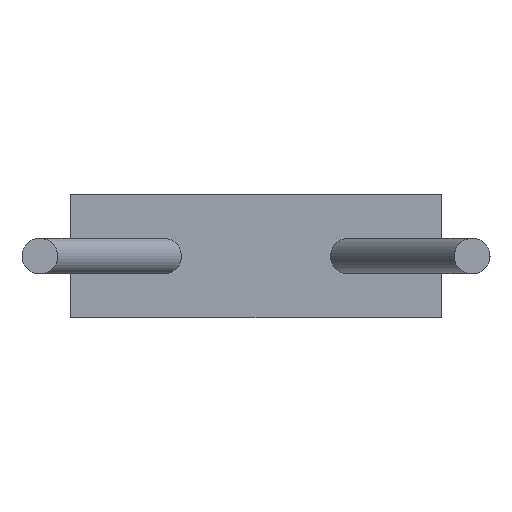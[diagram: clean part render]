
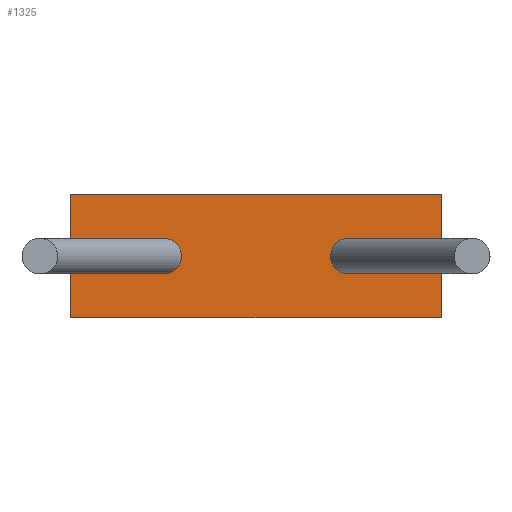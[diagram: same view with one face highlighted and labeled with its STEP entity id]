
A CAD part, front view. The second image highlights one B-rep face of the part: STEP entity #1325.
In plain terms, the highlighted planar face has unit normal (0, -1, 0).
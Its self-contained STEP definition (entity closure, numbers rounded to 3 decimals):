
#4 = EDGE_LOOP ( 'NONE', ( #3243, #1477 ) ) ;
#16 = CARTESIAN_POINT ( 'NONE',  ( 0., 0., 0. ) ) ;
#23 = CIRCLE ( 'NONE', #1910, 0.367 ) ;
#25 = EDGE_CURVE ( 'NONE', #627, #2459, #1099, .T. ) ;
#34 = CARTESIAN_POINT ( 'NONE',  ( 1.91, 0., 0.903 ) ) ;
#94 = FACE_BOUND ( 'NONE', #2061, .T. ) ;
#170 = CARTESIAN_POINT ( 'NONE',  ( 5.71, 0., 1.638 ) ) ;
#206 = CARTESIAN_POINT ( 'NONE',  ( 1.91, 0., 1.638 ) ) ;
#228 = DIRECTION ( 'NONE',  ( 0., -1., 0. ) ) ;
#260 = CARTESIAN_POINT ( 'NONE',  ( 5.71, 0., 1.27 ) ) ;
#285 = CARTESIAN_POINT ( 'NONE',  ( 0., 0., 2.54 ) ) ;
#329 = DIRECTION ( 'NONE',  ( 0., 0., -1. ) ) ;
#346 = EDGE_CURVE ( 'NONE', #2762, #2774, #1995, .T. ) ;
#363 = DIRECTION ( 'NONE',  ( 0., 1., 0. ) ) ;
#378 = EDGE_CURVE ( 'NONE', #2762, #627, #1011, .T. ) ;
#413 = VECTOR ( 'NONE', #3264, 1000. ) ;
#463 = AXIS2_PLACEMENT_3D ( 'NONE', #980, #228, #2290 ) ;
#516 = CARTESIAN_POINT ( 'NONE',  ( 7.62, 0., 0. ) ) ;
#519 = EDGE_CURVE ( 'NONE', #3366, #1681, #2645, .T. ) ;
#588 = LINE ( 'NONE', #1054, #3094 ) ;
#604 = ORIENTED_EDGE ( 'NONE', *, *, #378, .T. ) ;
#627 = VERTEX_POINT ( 'NONE', #16 ) ;
#675 = CIRCLE ( 'NONE', #2824, 0.367 ) ;
#699 = DIRECTION ( 'NONE',  ( 0., 0., -1. ) ) ;
#861 = EDGE_CURVE ( 'NONE', #2774, #2459, #588, .T. ) ;
#933 = DIRECTION ( 'NONE',  ( 0., -1., 0. ) ) ;
#980 = CARTESIAN_POINT ( 'NONE',  ( 1.91, 0., 1.27 ) ) ;
#1011 = LINE ( 'NONE', #2144, #2033 ) ;
#1048 = PLANE ( 'NONE',  #1804 ) ;
#1054 = CARTESIAN_POINT ( 'NONE',  ( 7.62, 0., 2.54 ) ) ;
#1099 = LINE ( 'NONE', #1416, #413 ) ;
#1108 = ORIENTED_EDGE ( 'NONE', *, *, #2484, .T. ) ;
#1325 = ADVANCED_FACE ( 'NONE', ( #94, #1390, #2831 ), #1048, .F. ) ;
#1381 = VECTOR ( 'NONE', #2424, 1000. ) ;
#1390 = FACE_OUTER_BOUND ( 'NONE', #2452, .T. ) ;
#1416 = CARTESIAN_POINT ( 'NONE',  ( 0., 0., 0. ) ) ;
#1477 = ORIENTED_EDGE ( 'NONE', *, *, #1566, .F. ) ;
#1551 = DIRECTION ( 'NONE',  ( 0., 0., -1. ) ) ;
#1566 = EDGE_CURVE ( 'NONE', #1681, #3366, #2745, .T. ) ;
#1635 = CARTESIAN_POINT ( 'NONE',  ( 0., 0., 2.54 ) ) ;
#1681 = VERTEX_POINT ( 'NONE', #206 ) ;
#1769 = DIRECTION ( 'NONE',  ( 0., 0., -1. ) ) ;
#1804 = AXIS2_PLACEMENT_3D ( 'NONE', #285, #2385, #2918 ) ;
#1910 = AXIS2_PLACEMENT_3D ( 'NONE', #2154, #363, #329 ) ;
#1995 = LINE ( 'NONE', #1635, #1381 ) ;
#2005 = CARTESIAN_POINT ( 'NONE',  ( 5.71, 0., 0.903 ) ) ;
#2033 = VECTOR ( 'NONE', #3247, 1000. ) ;
#2061 = EDGE_LOOP ( 'NONE', ( #1108, #3200 ) ) ;
#2144 = CARTESIAN_POINT ( 'NONE',  ( 0., 0., 2.54 ) ) ;
#2154 = CARTESIAN_POINT ( 'NONE',  ( 5.71, 0., 1.27 ) ) ;
#2237 = CARTESIAN_POINT ( 'NONE',  ( 7.62, 0., 2.54 ) ) ;
#2267 = CARTESIAN_POINT ( 'NONE',  ( 1.91, 0., 1.27 ) ) ;
#2290 = DIRECTION ( 'NONE',  ( 0., 0., -1. ) ) ;
#2305 = ORIENTED_EDGE ( 'NONE', *, *, #25, .T. ) ;
#2385 = DIRECTION ( 'NONE',  ( 0., 1., 0. ) ) ;
#2424 = DIRECTION ( 'NONE',  ( 1., 0., 0. ) ) ;
#2452 = EDGE_LOOP ( 'NONE', ( #2305, #2665, #2818, #604 ) ) ;
#2459 = VERTEX_POINT ( 'NONE', #516 ) ;
#2484 = EDGE_CURVE ( 'NONE', #3103, #3107, #675, .T. ) ;
#2645 = CIRCLE ( 'NONE', #463, 0.367 ) ;
#2660 = EDGE_CURVE ( 'NONE', #3107, #3103, #23, .T. ) ;
#2665 = ORIENTED_EDGE ( 'NONE', *, *, #861, .F. ) ;
#2745 = CIRCLE ( 'NONE', #3347, 0.367 ) ;
#2762 = VERTEX_POINT ( 'NONE', #3244 ) ;
#2774 = VERTEX_POINT ( 'NONE', #2237 ) ;
#2818 = ORIENTED_EDGE ( 'NONE', *, *, #346, .F. ) ;
#2824 = AXIS2_PLACEMENT_3D ( 'NONE', #260, #2850, #1769 ) ;
#2831 = FACE_BOUND ( 'NONE', #4, .T. ) ;
#2850 = DIRECTION ( 'NONE',  ( 0., 1., 0. ) ) ;
#2918 = DIRECTION ( 'NONE',  ( 0., 0., 1. ) ) ;
#3094 = VECTOR ( 'NONE', #1551, 1000. ) ;
#3103 = VERTEX_POINT ( 'NONE', #2005 ) ;
#3107 = VERTEX_POINT ( 'NONE', #170 ) ;
#3200 = ORIENTED_EDGE ( 'NONE', *, *, #2660, .T. ) ;
#3243 = ORIENTED_EDGE ( 'NONE', *, *, #519, .F. ) ;
#3244 = CARTESIAN_POINT ( 'NONE',  ( 0., 0., 2.54 ) ) ;
#3247 = DIRECTION ( 'NONE',  ( 0., 0., -1. ) ) ;
#3264 = DIRECTION ( 'NONE',  ( 1., 0., 0. ) ) ;
#3347 = AXIS2_PLACEMENT_3D ( 'NONE', #2267, #933, #699 ) ;
#3366 = VERTEX_POINT ( 'NONE', #34 ) ;
